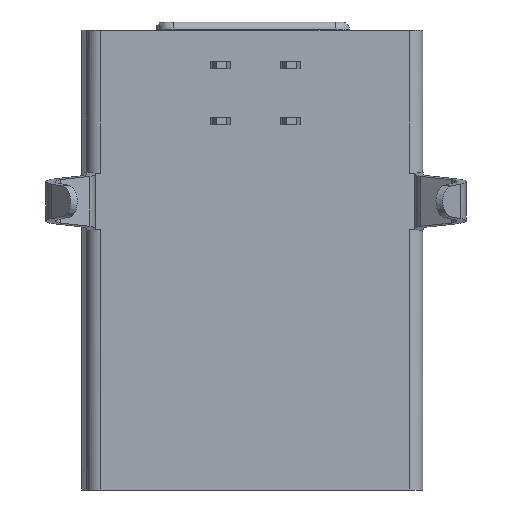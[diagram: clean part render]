
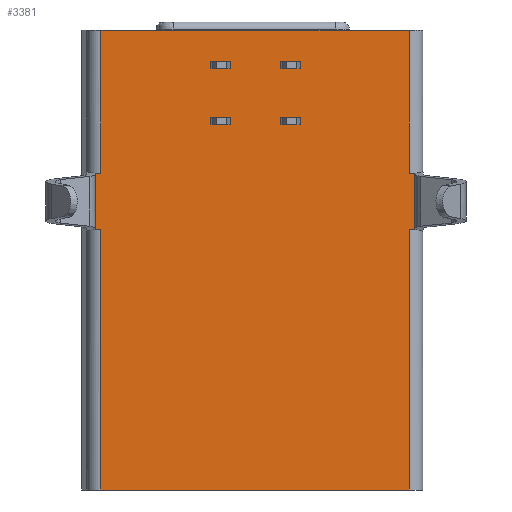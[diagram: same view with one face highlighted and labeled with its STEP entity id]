
A CAD part, front view. The second image highlights one B-rep face of the part: STEP entity #3381.
In plain terms, the highlighted planar face has unit normal (0.018, -1, 0).
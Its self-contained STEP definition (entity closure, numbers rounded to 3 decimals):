
#24=DIRECTION('',(1.,0.017,0.));
#25=VECTOR('',#24,11.);
#26=CARTESIAN_POINT('',(-5.459,-3.822,0.));
#27=LINE('',#26,#25);
#119=DIRECTION('',(-1.,-0.017,0.));
#120=VECTOR('',#119,11.);
#121=CARTESIAN_POINT('',(5.539,-3.63,16.4));
#122=LINE('',#121,#120);
#315=DIRECTION('',(1.,0.017,0.));
#316=VECTOR('',#315,0.65);
#317=CARTESIAN_POINT('',(-1.535,-3.754,15.03));
#318=LINE('',#317,#316);
#319=DIRECTION('',(0.,0.,-1.));
#320=VECTOR('',#319,0.25);
#321=CARTESIAN_POINT('',(-1.535,-3.754,15.28));
#322=LINE('',#321,#320);
#323=DIRECTION('',(1.,0.017,0.));
#324=VECTOR('',#323,0.65);
#325=CARTESIAN_POINT('',(-1.535,-3.754,13.03));
#326=LINE('',#325,#324);
#327=DIRECTION('',(0.,0.,-1.));
#328=VECTOR('',#327,0.25);
#329=CARTESIAN_POINT('',(-1.535,-3.754,13.28));
#330=LINE('',#329,#328);
#331=DIRECTION('',(0.,0.,-1.));
#332=VECTOR('',#331,0.25);
#333=CARTESIAN_POINT('',(0.965,-3.71,13.28));
#334=LINE('',#333,#332);
#335=DIRECTION('',(1.,0.017,0.));
#336=VECTOR('',#335,0.65);
#337=CARTESIAN_POINT('',(0.965,-3.71,13.03));
#338=LINE('',#337,#336);
#339=DIRECTION('',(0.,0.,-1.));
#340=VECTOR('',#339,0.25);
#341=CARTESIAN_POINT('',(0.965,-3.71,15.28));
#342=LINE('',#341,#340);
#343=DIRECTION('',(1.,0.017,0.));
#344=VECTOR('',#343,0.65);
#345=CARTESIAN_POINT('',(0.965,-3.71,15.03));
#346=LINE('',#345,#344);
#347=DIRECTION('',(1.,0.017,0.));
#348=VECTOR('',#347,0.2);
#349=CARTESIAN_POINT('',(-5.659,-3.826,11.3));
#350=LINE('',#349,#348);
#351=DIRECTION('',(0.,0.,1.));
#352=VECTOR('',#351,5.1);
#353=CARTESIAN_POINT('',(-5.459,-3.822,11.3));
#354=LINE('',#353,#352);
#355=DIRECTION('',(0.,0.,1.));
#356=VECTOR('',#355,5.1);
#357=CARTESIAN_POINT('',(5.539,-3.63,11.3));
#358=LINE('',#357,#356);
#359=DIRECTION('',(1.,0.017,0.));
#360=VECTOR('',#359,0.2);
#361=CARTESIAN_POINT('',(5.539,-3.63,11.3));
#362=LINE('',#361,#360);
#363=DIRECTION('',(0.,0.,-1.));
#364=VECTOR('',#363,2.);
#365=CARTESIAN_POINT('',(5.739,-3.627,11.3));
#366=LINE('',#365,#364);
#367=DIRECTION('',(1.,0.017,0.));
#368=VECTOR('',#367,0.2);
#369=CARTESIAN_POINT('',(5.539,-3.63,9.3));
#370=LINE('',#369,#368);
#371=DIRECTION('',(0.,0.,-1.));
#372=VECTOR('',#371,9.3);
#373=CARTESIAN_POINT('',(5.539,-3.63,9.3));
#374=LINE('',#373,#372);
#375=DIRECTION('',(0.,0.,-1.));
#376=VECTOR('',#375,9.3);
#377=CARTESIAN_POINT('',(-5.459,-3.822,9.3));
#378=LINE('',#377,#376);
#379=DIRECTION('',(1.,0.017,0.));
#380=VECTOR('',#379,0.2);
#381=CARTESIAN_POINT('',(-5.659,-3.826,9.3));
#382=LINE('',#381,#380);
#411=DIRECTION('',(1.,0.017,0.));
#412=VECTOR('',#411,0.65);
#413=CARTESIAN_POINT('',(-1.535,-3.754,15.28));
#414=LINE('',#413,#412);
#435=DIRECTION('',(0.,0.,-1.));
#436=VECTOR('',#435,0.25);
#437=CARTESIAN_POINT('',(-0.885,-3.742,15.28));
#438=LINE('',#437,#436);
#475=DIRECTION('',(1.,0.017,0.));
#476=VECTOR('',#475,0.65);
#477=CARTESIAN_POINT('',(-1.535,-3.754,13.28));
#478=LINE('',#477,#476);
#499=DIRECTION('',(0.,0.,-1.));
#500=VECTOR('',#499,0.25);
#501=CARTESIAN_POINT('',(-0.885,-3.742,13.28));
#502=LINE('',#501,#500);
#523=DIRECTION('',(1.,0.017,0.));
#524=VECTOR('',#523,0.65);
#525=CARTESIAN_POINT('',(0.965,-3.71,13.28));
#526=LINE('',#525,#524);
#547=DIRECTION('',(0.,0.,-1.));
#548=VECTOR('',#547,0.25);
#549=CARTESIAN_POINT('',(1.614,-3.699,13.28));
#550=LINE('',#549,#548);
#587=DIRECTION('',(1.,0.017,0.));
#588=VECTOR('',#587,0.65);
#589=CARTESIAN_POINT('',(0.965,-3.71,15.28));
#590=LINE('',#589,#588);
#611=DIRECTION('',(0.,0.,-1.));
#612=VECTOR('',#611,0.25);
#613=CARTESIAN_POINT('',(1.614,-3.699,15.28));
#614=LINE('',#613,#612);
#764=DIRECTION('',(0.,0.,-1.));
#765=VECTOR('',#764,2.);
#766=CARTESIAN_POINT('',(-5.659,-3.826,11.3));
#767=LINE('',#766,#765);
#2393=CARTESIAN_POINT('',(-1.535,-3.754,15.03));
#2394=CARTESIAN_POINT('',(-0.885,-3.742,15.03));
#2395=VERTEX_POINT('',#2393);
#2396=VERTEX_POINT('',#2394);
#2397=CARTESIAN_POINT('',(-0.885,-3.742,15.28));
#2398=VERTEX_POINT('',#2397);
#2399=CARTESIAN_POINT('',(-1.535,-3.754,15.28));
#2400=VERTEX_POINT('',#2399);
#2401=CARTESIAN_POINT('',(-1.535,-3.754,13.03));
#2402=CARTESIAN_POINT('',(-0.885,-3.742,13.03));
#2403=VERTEX_POINT('',#2401);
#2404=VERTEX_POINT('',#2402);
#2405=CARTESIAN_POINT('',(-0.885,-3.742,13.28));
#2406=VERTEX_POINT('',#2405);
#2407=CARTESIAN_POINT('',(-1.535,-3.754,13.28));
#2408=VERTEX_POINT('',#2407);
#2409=CARTESIAN_POINT('',(0.965,-3.71,13.28));
#2410=CARTESIAN_POINT('',(1.614,-3.699,13.28));
#2411=VERTEX_POINT('',#2409);
#2412=VERTEX_POINT('',#2410);
#2413=CARTESIAN_POINT('',(0.965,-3.71,13.03));
#2414=VERTEX_POINT('',#2413);
#2415=CARTESIAN_POINT('',(1.614,-3.699,13.03));
#2416=VERTEX_POINT('',#2415);
#2417=CARTESIAN_POINT('',(0.965,-3.71,15.28));
#2418=CARTESIAN_POINT('',(1.614,-3.699,15.28));
#2419=VERTEX_POINT('',#2417);
#2420=VERTEX_POINT('',#2418);
#2421=CARTESIAN_POINT('',(0.965,-3.71,15.03));
#2422=VERTEX_POINT('',#2421);
#2423=CARTESIAN_POINT('',(1.614,-3.699,15.03));
#2424=VERTEX_POINT('',#2423);
#2583=CARTESIAN_POINT('',(5.539,-3.63,0.));
#2585=VERTEX_POINT('',#2583);
#2586=CARTESIAN_POINT('',(-5.459,-3.822,0.));
#2588=VERTEX_POINT('',#2586);
#2594=CARTESIAN_POINT('',(-5.659,-3.826,9.3));
#2595=CARTESIAN_POINT('',(-5.459,-3.822,9.3));
#2596=VERTEX_POINT('',#2594);
#2597=VERTEX_POINT('',#2595);
#2598=CARTESIAN_POINT('',(5.539,-3.63,9.3));
#2599=CARTESIAN_POINT('',(5.739,-3.627,9.3));
#2600=VERTEX_POINT('',#2598);
#2601=VERTEX_POINT('',#2599);
#2607=CARTESIAN_POINT('',(-5.459,-3.822,16.4));
#2609=VERTEX_POINT('',#2607);
#2610=CARTESIAN_POINT('',(5.539,-3.63,16.4));
#2611=VERTEX_POINT('',#2610);
#2614=CARTESIAN_POINT('',(-5.659,-3.826,11.3));
#2615=CARTESIAN_POINT('',(-5.459,-3.822,11.3));
#2616=VERTEX_POINT('',#2614);
#2617=VERTEX_POINT('',#2615);
#2618=CARTESIAN_POINT('',(5.539,-3.63,11.3));
#2619=CARTESIAN_POINT('',(5.739,-3.627,11.3));
#2620=VERTEX_POINT('',#2618);
#2621=VERTEX_POINT('',#2619);
#3313=CARTESIAN_POINT('',(-5.659,-3.826,0.));
#3314=DIRECTION('',(0.017,-1.,0.));
#3315=DIRECTION('',(1.,0.017,0.));
#3316=AXIS2_PLACEMENT_3D('',#3313,#3314,#3315);
#3317=PLANE('',#3316);
#3319=ORIENTED_EDGE('',*,*,#3318,.T.);
#3321=ORIENTED_EDGE('',*,*,#3320,.T.);
#3322=ORIENTED_EDGE('',*,*,#3179,.F.);
#3324=ORIENTED_EDGE('',*,*,#3323,.F.);
#3326=ORIENTED_EDGE('',*,*,#3325,.T.);
#3328=ORIENTED_EDGE('',*,*,#3327,.T.);
#3330=ORIENTED_EDGE('',*,*,#3329,.F.);
#3331=ORIENTED_EDGE('',*,*,#3305,.T.);
#3332=ORIENTED_EDGE('',*,*,#3091,.F.);
#3334=ORIENTED_EDGE('',*,*,#3333,.F.);
#3336=ORIENTED_EDGE('',*,*,#3335,.F.);
#3338=ORIENTED_EDGE('',*,*,#3337,.F.);
#3339=EDGE_LOOP('',(#3319,#3321,#3322,#3324,#3326,#3328,#3330,#3331,#3332,#3334,
#3336,#3338));
#3340=FACE_OUTER_BOUND('',#3339,.F.);
#3342=ORIENTED_EDGE('',*,*,#3341,.T.);
#3344=ORIENTED_EDGE('',*,*,#3343,.F.);
#3346=ORIENTED_EDGE('',*,*,#3345,.F.);
#3348=ORIENTED_EDGE('',*,*,#3347,.T.);
#3349=EDGE_LOOP('',(#3342,#3344,#3346,#3348));
#3350=FACE_BOUND('',#3349,.F.);
#3352=ORIENTED_EDGE('',*,*,#3351,.T.);
#3354=ORIENTED_EDGE('',*,*,#3353,.F.);
#3356=ORIENTED_EDGE('',*,*,#3355,.F.);
#3358=ORIENTED_EDGE('',*,*,#3357,.T.);
#3359=EDGE_LOOP('',(#3352,#3354,#3356,#3358));
#3360=FACE_BOUND('',#3359,.F.);
#3362=ORIENTED_EDGE('',*,*,#3361,.F.);
#3364=ORIENTED_EDGE('',*,*,#3363,.T.);
#3366=ORIENTED_EDGE('',*,*,#3365,.T.);
#3368=ORIENTED_EDGE('',*,*,#3367,.F.);
#3369=EDGE_LOOP('',(#3362,#3364,#3366,#3368));
#3370=FACE_BOUND('',#3369,.F.);
#3372=ORIENTED_EDGE('',*,*,#3371,.F.);
#3374=ORIENTED_EDGE('',*,*,#3373,.T.);
#3376=ORIENTED_EDGE('',*,*,#3375,.T.);
#3378=ORIENTED_EDGE('',*,*,#3377,.F.);
#3379=EDGE_LOOP('',(#3372,#3374,#3376,#3378));
#3380=FACE_BOUND('',#3379,.F.);
#3381=ADVANCED_FACE('',(#3340,#3350,#3360,#3370,#3380),#3317,.T.);
#3091=EDGE_CURVE('',#2588,#2585,#27,.T.);
#3179=EDGE_CURVE('',#2611,#2609,#122,.T.);
#3305=EDGE_CURVE('',#2600,#2585,#374,.T.);
#3318=EDGE_CURVE('',#2616,#2617,#350,.T.);
#3320=EDGE_CURVE('',#2617,#2609,#354,.T.);
#3323=EDGE_CURVE('',#2620,#2611,#358,.T.);
#3325=EDGE_CURVE('',#2620,#2621,#362,.T.);
#3327=EDGE_CURVE('',#2621,#2601,#366,.T.);
#3329=EDGE_CURVE('',#2600,#2601,#370,.T.);
#3333=EDGE_CURVE('',#2597,#2588,#378,.T.);
#3335=EDGE_CURVE('',#2596,#2597,#382,.T.);
#3337=EDGE_CURVE('',#2616,#2596,#767,.T.);
#3341=EDGE_CURVE('',#2395,#2396,#318,.T.);
#3343=EDGE_CURVE('',#2398,#2396,#438,.T.);
#3345=EDGE_CURVE('',#2400,#2398,#414,.T.);
#3347=EDGE_CURVE('',#2400,#2395,#322,.T.);
#3351=EDGE_CURVE('',#2403,#2404,#326,.T.);
#3353=EDGE_CURVE('',#2406,#2404,#502,.T.);
#3355=EDGE_CURVE('',#2408,#2406,#478,.T.);
#3357=EDGE_CURVE('',#2408,#2403,#330,.T.);
#3361=EDGE_CURVE('',#2411,#2412,#526,.T.);
#3363=EDGE_CURVE('',#2411,#2414,#334,.T.);
#3365=EDGE_CURVE('',#2414,#2416,#338,.T.);
#3367=EDGE_CURVE('',#2412,#2416,#550,.T.);
#3371=EDGE_CURVE('',#2419,#2420,#590,.T.);
#3373=EDGE_CURVE('',#2419,#2422,#342,.T.);
#3375=EDGE_CURVE('',#2422,#2424,#346,.T.);
#3377=EDGE_CURVE('',#2420,#2424,#614,.T.);
